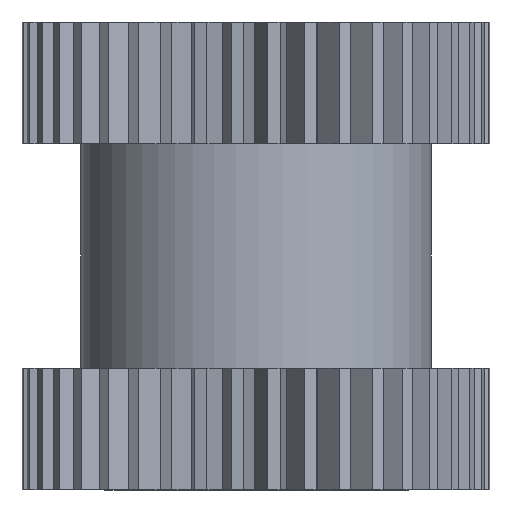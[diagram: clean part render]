
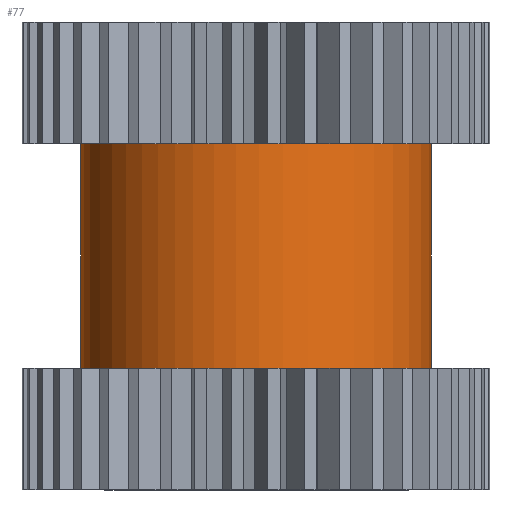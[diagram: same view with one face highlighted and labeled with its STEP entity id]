
A CAD part, front view. The second image highlights one B-rep face of the part: STEP entity #77.
In plain terms, the highlighted free-form (B-spline) face has degree [2, 1] with [7, 2] control points.
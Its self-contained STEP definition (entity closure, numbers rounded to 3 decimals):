
#30=CARTESIAN_POINT('',(1.875,0.,3.7));
#31=CARTESIAN_POINT('',(1.875,0.,1.3));
#32=CARTESIAN_POINT('',(1.875,-3.248,3.7));
#33=CARTESIAN_POINT('',(1.875,-3.248,1.3));
#34=CARTESIAN_POINT('',(-0.938,-1.624,3.7));
#35=CARTESIAN_POINT('',(-0.938,-1.624,1.3));
#36=CARTESIAN_POINT('',(-3.75,0.,3.7));
#37=CARTESIAN_POINT('',(-3.75,0.,1.3));
#38=CARTESIAN_POINT('',(-0.938,1.624,3.7));
#39=CARTESIAN_POINT('',(-0.938,1.624,1.3));
#40=CARTESIAN_POINT('',(1.875,3.248,3.7));
#41=CARTESIAN_POINT('',(1.875,3.248,1.3));
#42=CARTESIAN_POINT('',(1.875,0.,3.7));
#43=CARTESIAN_POINT('',(1.875,0.,1.3));
#44=(BOUNDED_SURFACE()B_SPLINE_SURFACE(2,1,((#30,#31),(#32,#33),(#34,#35),(#36,#37),(#38,#39),(#40,#41),(#42,#43)),.CYLINDRICAL_SURF.,.T.,.F.,.U.)B_SPLINE_SURFACE_WITH_KNOTS((3,2,2,3),(2,2),(0.,0.333,0.667,1.),(0.,1.),.UNSPECIFIED.)GEOMETRIC_REPRESENTATION_ITEM()RATIONAL_B_SPLINE_SURFACE(((1.,1.),(0.5,0.5),(1.,1.),(0.5,0.5),(1.,1.),(0.5,0.5),(1.,1.)))REPRESENTATION_ITEM('')SURFACE());
#45=CARTESIAN_POINT('',(1.875,0.,3.7));
#46=VERTEX_POINT('',#45);
#47=CARTESIAN_POINT('',(1.875,0.,3.7));
#48=CARTESIAN_POINT('',(1.875,-3.248,3.7));
#49=CARTESIAN_POINT('',(-0.938,-1.624,3.7));
#50=CARTESIAN_POINT('',(-3.75,0.,3.7));
#51=CARTESIAN_POINT('',(-0.938,1.624,3.7));
#52=CARTESIAN_POINT('',(1.875,3.248,3.7));
#53=CARTESIAN_POINT('',(1.875,0.,3.7));
#54=(BOUNDED_CURVE()B_SPLINE_CURVE(2,(#47,#48,#49,#50,#51,#52,#53),.CIRCULAR_ARC.,.T.,.U.)B_SPLINE_CURVE_WITH_KNOTS((3,2,2,3),(0.,0.333,0.667,1.),.UNSPECIFIED.)CURVE()GEOMETRIC_REPRESENTATION_ITEM()RATIONAL_B_SPLINE_CURVE((1.,0.5,1.,0.5,1.,0.5,1.))REPRESENTATION_ITEM(''));
#55=EDGE_CURVE('',#46,#46,#54,.T.);
#56=ORIENTED_EDGE('',*,*,#55,.T.);
#57=CARTESIAN_POINT('',(1.875,0.,1.3));
#58=VERTEX_POINT('',#57);
#59=CARTESIAN_POINT('',(1.875,0.,3.7));
#60=CARTESIAN_POINT('',(1.875,0.,1.3));
#61=B_SPLINE_CURVE_WITH_KNOTS('',1,(#59,#60),.POLYLINE_FORM.,.F.,.U.,(2,2),(0.,1.),.UNSPECIFIED.);
#62=EDGE_CURVE('',#46,#58,#61,.T.);
#63=ORIENTED_EDGE('',*,*,#62,.T.);
#64=CARTESIAN_POINT('',(1.875,0.,1.3));
#65=CARTESIAN_POINT('',(1.875,-3.248,1.3));
#66=CARTESIAN_POINT('',(-0.938,-1.624,1.3));
#67=CARTESIAN_POINT('',(-3.75,0.,1.3));
#68=CARTESIAN_POINT('',(-0.938,1.624,1.3));
#69=CARTESIAN_POINT('',(1.875,3.248,1.3));
#70=CARTESIAN_POINT('',(1.875,0.,1.3));
#71=(BOUNDED_CURVE()B_SPLINE_CURVE(2,(#64,#65,#66,#67,#68,#69,#70),.CIRCULAR_ARC.,.T.,.U.)B_SPLINE_CURVE_WITH_KNOTS((3,2,2,3),(0.,0.333,0.667,1.),.UNSPECIFIED.)CURVE()GEOMETRIC_REPRESENTATION_ITEM()RATIONAL_B_SPLINE_CURVE((1.,0.5,1.,0.5,1.,0.5,1.))REPRESENTATION_ITEM(''));
#72=EDGE_CURVE('',#58,#58,#71,.T.);
#73=ORIENTED_EDGE('',*,*,#72,.F.);
#74=ORIENTED_EDGE('',*,*,#62,.F.);
#75=EDGE_LOOP('',(#56,#63,#73,#74));
#76=FACE_OUTER_BOUND('',#75,.T.);
#77=ADVANCED_FACE('',(#76),#44,.T.);
